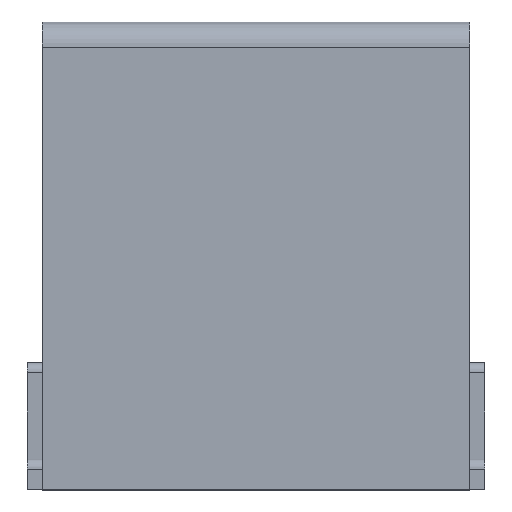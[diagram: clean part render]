
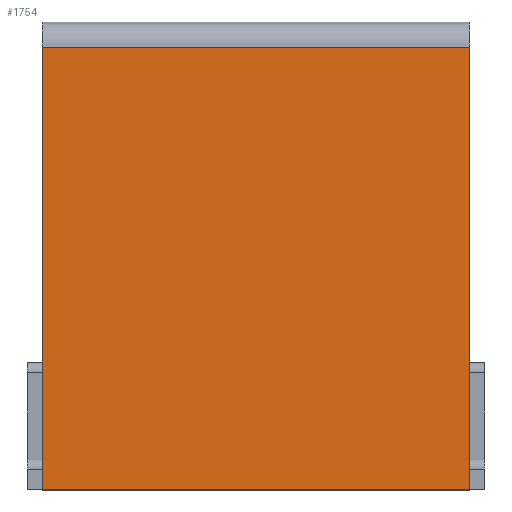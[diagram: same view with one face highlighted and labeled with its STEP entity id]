
A CAD part, top view. The second image highlights one B-rep face of the part: STEP entity #1754.
In plain terms, the highlighted planar face has unit normal (0, 0, 1).
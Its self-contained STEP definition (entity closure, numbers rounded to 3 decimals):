
#1741=AXIS2_PLACEMENT_3D('Plane Axis2P3D',#1738,#1739,#1740) ;
#875=CARTESIAN_POINT('Vertex',(8.71,0.,10.25)) ;
#878=CARTESIAN_POINT('Line Origine',(4.505,0.,10.25)) ;
#882=CARTESIAN_POINT('Vertex',(0.3,0.,10.25)) ;
#1223=CARTESIAN_POINT('Line Origine',(0.3,4.35,10.25)) ;
#1227=CARTESIAN_POINT('Vertex',(0.3,8.7,10.25)) ;
#1582=CARTESIAN_POINT('Vertex',(8.71,8.7,10.25)) ;
#1585=CARTESIAN_POINT('Line Origine',(8.71,4.35,10.25)) ;
#1738=CARTESIAN_POINT('Axis2P3D Location',(0.3,8.7,10.25)) ;
#1743=CARTESIAN_POINT('Line Origine',(4.505,8.7,10.25)) ;
#879=DIRECTION('Vector Direction',(1.,0.,0.)) ;
#1224=DIRECTION('Vector Direction',(0.,-1.,0.)) ;
#1586=DIRECTION('Vector Direction',(0.,-1.,0.)) ;
#1739=DIRECTION('Axis2P3D Direction',(-0.,0.,1.)) ;
#1740=DIRECTION('Axis2P3D XDirection',(0.,-1.,0.)) ;
#1744=DIRECTION('Vector Direction',(-1.,0.,0.)) ;
#880=VECTOR('Line Direction',#879,1.) ;
#1225=VECTOR('Line Direction',#1224,1.) ;
#1587=VECTOR('Line Direction',#1586,1.) ;
#1745=VECTOR('Line Direction',#1744,1.) ;
#1749=ORIENTED_EDGE('',*,*,#1589,.T.) ;
#1750=ORIENTED_EDGE('',*,*,#1747,.F.) ;
#1751=ORIENTED_EDGE('',*,*,#1229,.F.) ;
#1752=ORIENTED_EDGE('',*,*,#884,.T.) ;
#1754=ADVANCED_FACE('HOUSING',(#1753),#1742,.T.) ;
#884=EDGE_CURVE('',#883,#876,#881,.T.) ;
#1229=EDGE_CURVE('',#883,#1228,#1226,.F.) ;
#1589=EDGE_CURVE('',#876,#1583,#1588,.F.) ;
#1747=EDGE_CURVE('',#1228,#1583,#1746,.F.) ;
#1748=EDGE_LOOP('',(#1749,#1750,#1751,#1752)) ;
#1753=FACE_OUTER_BOUND('',#1748,.T.) ;
#881=LINE('Line',#878,#880) ;
#1226=LINE('Line',#1223,#1225) ;
#1588=LINE('Line',#1585,#1587) ;
#1746=LINE('Line',#1743,#1745) ;
#1742=PLANE('',#1741) ;
#876=VERTEX_POINT('',#875) ;
#883=VERTEX_POINT('',#882) ;
#1228=VERTEX_POINT('',#1227) ;
#1583=VERTEX_POINT('',#1582) ;
